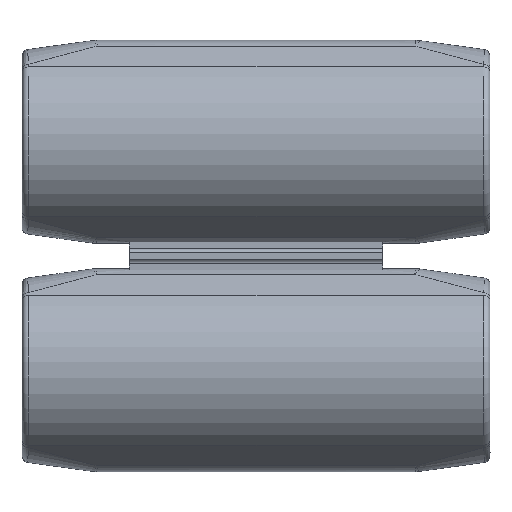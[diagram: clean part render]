
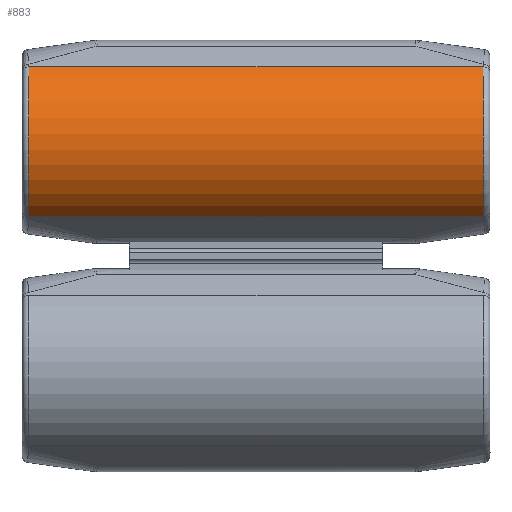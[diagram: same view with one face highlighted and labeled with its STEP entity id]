
A CAD part, front view. The second image highlights one B-rep face of the part: STEP entity #883.
In plain terms, the highlighted cylindrical face has radius 14.05 mm (diameter 28.1 mm), a partial arc.
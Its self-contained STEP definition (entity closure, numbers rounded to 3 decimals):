
#49 = CARTESIAN_POINT ( 'NONE',  ( 36., 0., 0. ) ) ;
#91 = CARTESIAN_POINT ( 'NONE',  ( 36., -8.059, 11.509 ) ) ;
#125 = ORIENTED_EDGE ( 'NONE', *, *, #1742, .T. ) ;
#343 = AXIS2_PLACEMENT_3D ( 'NONE', #1210, #2558, #3574 ) ;
#444 = VERTEX_POINT ( 'NONE', #2904 ) ;
#451 = CARTESIAN_POINT ( 'NONE',  ( -35., -8.059, -11.509 ) ) ;
#453 = DIRECTION ( 'NONE',  ( 0., 0., 1. ) ) ;
#833 = ORIENTED_EDGE ( 'NONE', *, *, #1656, .F. ) ;
#883 = ADVANCED_FACE ( 'NONE', ( #2759 ), #1055, .T. ) ;
#968 = EDGE_LOOP ( 'NONE', ( #125, #2760, #833, #1936 ) ) ;
#1055 = CYLINDRICAL_SURFACE ( 'NONE', #4327, 14.05 ) ;
#1210 = CARTESIAN_POINT ( 'NONE',  ( 35., 0., 0. ) ) ;
#1214 = CARTESIAN_POINT ( 'NONE',  ( 36., -8.059, -11.509 ) ) ;
#1468 = VERTEX_POINT ( 'NONE', #3119 ) ;
#1513 = VERTEX_POINT ( 'NONE', #2831 ) ;
#1570 = DIRECTION ( 'NONE',  ( 1., 0., 0. ) ) ;
#1632 = EDGE_CURVE ( 'NONE', #444, #4266, #2323, .T. ) ;
#1637 = CARTESIAN_POINT ( 'NONE',  ( -35., 0., 0. ) ) ;
#1656 = EDGE_CURVE ( 'NONE', #1468, #4266, #1954, .T. ) ;
#1742 = EDGE_CURVE ( 'NONE', #1513, #444, #3152, .T. ) ;
#1882 = AXIS2_PLACEMENT_3D ( 'NONE', #1637, #1570, #1883 ) ;
#1883 = DIRECTION ( 'NONE',  ( 0., 0., -1. ) ) ;
#1936 = ORIENTED_EDGE ( 'NONE', *, *, #2564, .T. ) ;
#1954 = LINE ( 'NONE', #1214, #2750 ) ;
#2323 = CIRCLE ( 'NONE', #1882, 14.05 ) ;
#2382 = DIRECTION ( 'NONE',  ( -1., 0., 0. ) ) ;
#2558 = DIRECTION ( 'NONE',  ( -1., 0., 0. ) ) ;
#2564 = EDGE_CURVE ( 'NONE', #1468, #1513, #3755, .T. ) ;
#2682 = VECTOR ( 'NONE', #2382, 1000. ) ;
#2750 = VECTOR ( 'NONE', #4308, 1000. ) ;
#2759 = FACE_OUTER_BOUND ( 'NONE', #968, .T. ) ;
#2760 = ORIENTED_EDGE ( 'NONE', *, *, #1632, .T. ) ;
#2831 = CARTESIAN_POINT ( 'NONE',  ( 35., -8.059, 11.509 ) ) ;
#2904 = CARTESIAN_POINT ( 'NONE',  ( -35., -8.059, 11.509 ) ) ;
#3119 = CARTESIAN_POINT ( 'NONE',  ( 35., -8.059, -11.509 ) ) ;
#3152 = LINE ( 'NONE', #91, #2682 ) ;
#3574 = DIRECTION ( 'NONE',  ( 0., 0., -1. ) ) ;
#3755 = CIRCLE ( 'NONE', #343, 14.05 ) ;
#4149 = DIRECTION ( 'NONE',  ( -1., 0., 0. ) ) ;
#4266 = VERTEX_POINT ( 'NONE', #451 ) ;
#4308 = DIRECTION ( 'NONE',  ( -1., 0., 0. ) ) ;
#4327 = AXIS2_PLACEMENT_3D ( 'NONE', #49, #4149, #453 ) ;
